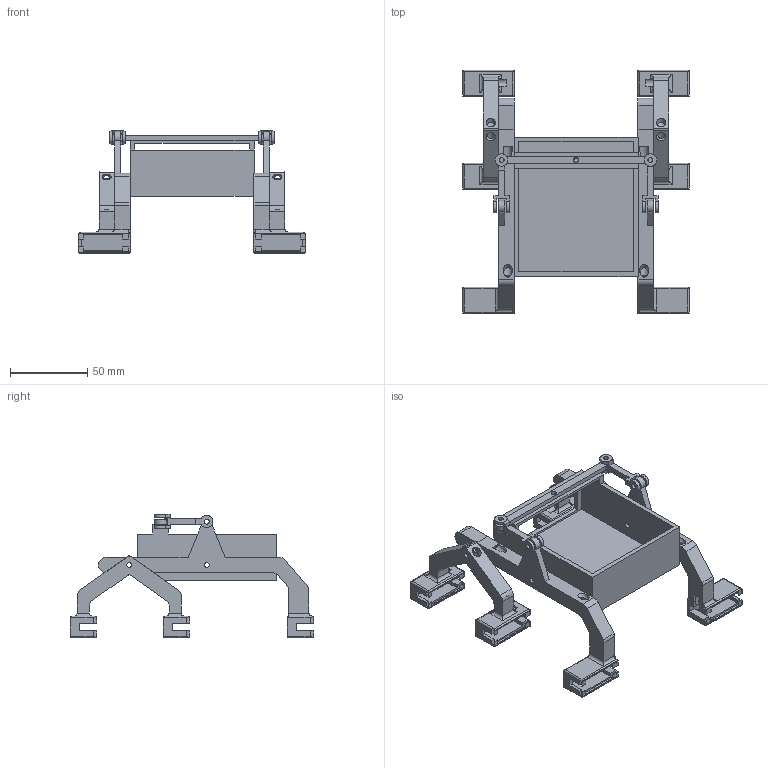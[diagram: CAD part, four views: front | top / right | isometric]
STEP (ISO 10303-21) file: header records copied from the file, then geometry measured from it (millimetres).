
FILE_DESCRIPTION(/* description */ (''),/* implementation_level */ '2;1');
FILE_NAME(/* name */ 'papaya-pathfinder-v2.step',/* time_stamp */ '2025-12-11T21:00:39+01:00',/* author */ (''),/* organization */ (''),/* preprocessor_version */ 'ST-DEVELOPER v20.1',/* originating_system */ 'Autodesk Translation Framework v14.21.0.0',/* authorisation */ '');
FILE_SCHEMA (('AUTOMOTIVE_DESIGN { 1 0 10303 214 3 1 1 }'));
Length unit declared in the file: millimetre
Products named in the file (1): 2025-12-05-22-43-50-470
Bounding box: 146 x 157.01 x 79.8 mm (x, y, z)
Volume: 99565 mm3; surface area: 88332.8 mm2
Topology: 8 solids, 8 shells, 604 faces, 1750 edges, 1144 vertices
Faces by surface type: plane 420, cylinder 180, torus 4
Full cylindrical faces by diameter (mm): 3.2 x26, 6 x26, 8 x2
Entity records: 20437 total; most frequent: CARTESIAN_POINT 4113, ORIENTED_EDGE 3500, DIRECTION 3268, EDGE_CURVE 1750, LINE 1318, VECTOR 1318, VERTEX_POINT 1144, AXIS2_PLACEMENT_3D 975
